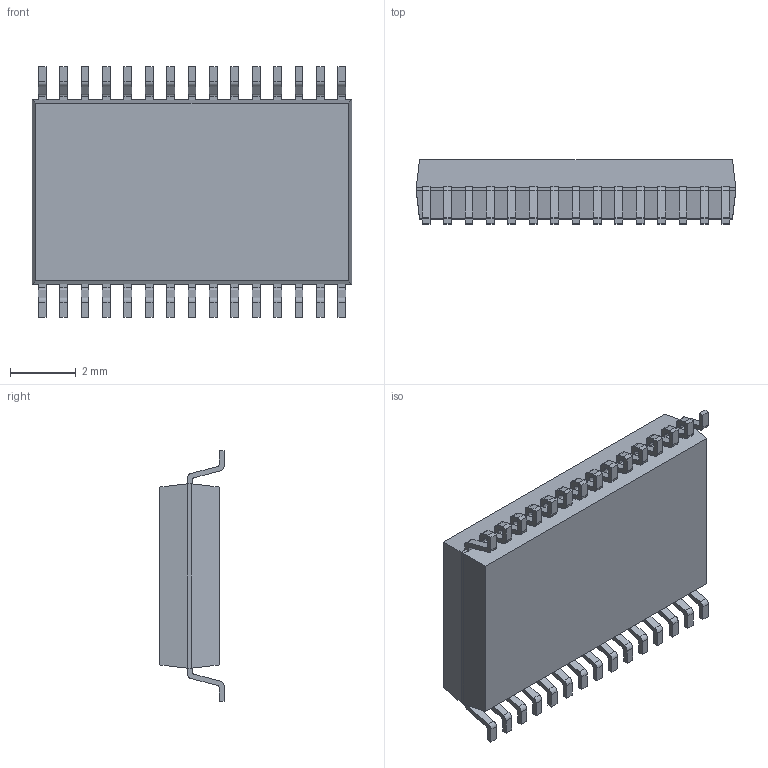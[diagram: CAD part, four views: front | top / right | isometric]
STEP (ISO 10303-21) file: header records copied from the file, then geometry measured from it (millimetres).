
FILE_DESCRIPTION (( 'STEP AP214' ), '1' );
FILE_NAME ('User Library-SSOP-30.STEP', '2019-09-27T12:21:27', ( '' ), ( '' ), 'SwSTEP 2.0', 'SolidWorks 2019', '' );
FILE_SCHEMA (( 'AUTOMOTIVE_DESIGN' ));
Length unit declared in the file: millimetre
Products named in the file (4): User Library-SSOP-30; _X2_041D043E0436043A0430_X0_; _X2_041C04350442043A0430_X0_; _X2_041A043E0440043F04430441_X0_
Assembly tree (17 placements, depth 2):
  User Library-SSOP-30
    _X2_041A043E0440043F04430441_X0_
    _X2_041C04350442043A0430_X0_
    _X2_041D043E0436043A0430_X0_  x15
Bounding box: 9.7 x 1.95 x 7.6 mm (x, y, z)
Volume: 97.2 mm3; surface area: 204 mm2
Topology: 32 solids, 32 shells, 441 faces, 1120 edges, 744 vertices
Faces by surface type: plane 317, cylinder 124
Entity records: 2180 total; most frequent: DIRECTION 274, CARTESIAN_POINT 253, ORIENTED_EDGE 224, EDGE_CURVE 112, AXIS2_PLACEMENT_3D 93, LINE 88, VECTOR 88, VERTEX_POINT 72
